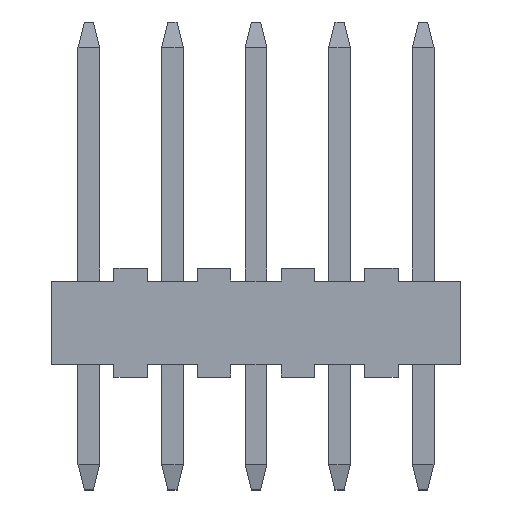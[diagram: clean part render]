
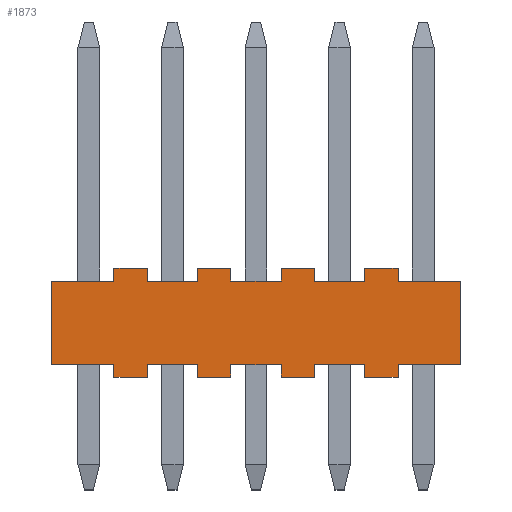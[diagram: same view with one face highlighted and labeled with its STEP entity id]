
A CAD part, top view. The second image highlights one B-rep face of the part: STEP entity #1873.
In plain terms, the highlighted planar face has unit normal (0, 0, 1).
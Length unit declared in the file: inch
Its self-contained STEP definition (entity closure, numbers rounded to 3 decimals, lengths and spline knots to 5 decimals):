
#5=DIRECTION('',(0.,-1.,0.));
#6=VECTOR('',#5,0.1);
#7=CARTESIAN_POINT('',(-0.245,0.05,0.0465));
#8=LINE('',#7,#6);
#21=DIRECTION('',(-1.,0.,0.));
#22=VECTOR('',#21,0.075);
#23=CARTESIAN_POINT('',(-0.17,0.05,0.0465));
#24=LINE('',#23,#22);
#149=DIRECTION('',(-1.,0.,0.));
#150=VECTOR('',#149,0.075);
#151=CARTESIAN_POINT('',(0.245,0.05,0.0465));
#152=LINE('',#151,#150);
#185=DIRECTION('',(0.,-1.,0.));
#186=VECTOR('',#185,0.1);
#187=CARTESIAN_POINT('',(0.245,0.05,0.0465));
#188=LINE('',#187,#186);
#189=DIRECTION('',(1.,0.,0.));
#190=VECTOR('',#189,0.075);
#191=CARTESIAN_POINT('',(0.17,-0.05,0.0465));
#192=LINE('',#191,#190);
#213=DIRECTION('',(0.,1.,0.));
#214=VECTOR('',#213,0.015);
#215=CARTESIAN_POINT('',(0.17,-0.065,0.0465));
#216=LINE('',#215,#214);
#217=DIRECTION('',(0.,1.,0.));
#218=VECTOR('',#217,0.015);
#219=CARTESIAN_POINT('',(0.13,-0.065,0.0465));
#220=LINE('',#219,#218);
#221=DIRECTION('',(-1.,0.,0.));
#222=VECTOR('',#221,0.06);
#223=CARTESIAN_POINT('',(0.13,-0.05,0.0465));
#224=LINE('',#223,#222);
#225=DIRECTION('',(0.,1.,0.));
#226=VECTOR('',#225,0.015);
#227=CARTESIAN_POINT('',(0.07,-0.065,0.0465));
#228=LINE('',#227,#226);
#229=DIRECTION('',(0.,1.,0.));
#230=VECTOR('',#229,0.015);
#231=CARTESIAN_POINT('',(0.03,-0.065,0.0465));
#232=LINE('',#231,#230);
#233=DIRECTION('',(-1.,0.,0.));
#234=VECTOR('',#233,0.06);
#235=CARTESIAN_POINT('',(0.03,-0.05,0.0465));
#236=LINE('',#235,#234);
#237=DIRECTION('',(0.,1.,0.));
#238=VECTOR('',#237,0.015);
#239=CARTESIAN_POINT('',(-0.03,-0.065,0.0465));
#240=LINE('',#239,#238);
#241=DIRECTION('',(0.,1.,0.));
#242=VECTOR('',#241,0.015);
#243=CARTESIAN_POINT('',(-0.07,-0.065,0.0465));
#244=LINE('',#243,#242);
#245=DIRECTION('',(-1.,0.,0.));
#246=VECTOR('',#245,0.06);
#247=CARTESIAN_POINT('',(-0.07,-0.05,0.0465));
#248=LINE('',#247,#246);
#249=DIRECTION('',(0.,1.,0.));
#250=VECTOR('',#249,0.015);
#251=CARTESIAN_POINT('',(-0.13,-0.065,0.0465));
#252=LINE('',#251,#250);
#253=DIRECTION('',(0.,1.,0.));
#254=VECTOR('',#253,0.015);
#255=CARTESIAN_POINT('',(-0.17,-0.065,0.0465));
#256=LINE('',#255,#254);
#257=DIRECTION('',(0.,-1.,0.));
#258=VECTOR('',#257,0.015);
#259=CARTESIAN_POINT('',(-0.17,0.065,0.0465));
#260=LINE('',#259,#258);
#261=DIRECTION('',(1.,0.,0.));
#262=VECTOR('',#261,0.04);
#263=CARTESIAN_POINT('',(-0.17,0.065,0.0465));
#264=LINE('',#263,#262);
#265=DIRECTION('',(0.,-1.,0.));
#266=VECTOR('',#265,0.015);
#267=CARTESIAN_POINT('',(-0.13,0.065,0.0465));
#268=LINE('',#267,#266);
#269=DIRECTION('',(1.,0.,0.));
#270=VECTOR('',#269,0.06);
#271=CARTESIAN_POINT('',(-0.13,0.05,0.0465));
#272=LINE('',#271,#270);
#273=DIRECTION('',(0.,-1.,0.));
#274=VECTOR('',#273,0.015);
#275=CARTESIAN_POINT('',(-0.07,0.065,0.0465));
#276=LINE('',#275,#274);
#277=DIRECTION('',(1.,0.,0.));
#278=VECTOR('',#277,0.04);
#279=CARTESIAN_POINT('',(-0.07,0.065,0.0465));
#280=LINE('',#279,#278);
#281=DIRECTION('',(0.,-1.,0.));
#282=VECTOR('',#281,0.015);
#283=CARTESIAN_POINT('',(-0.03,0.065,0.0465));
#284=LINE('',#283,#282);
#285=DIRECTION('',(1.,0.,0.));
#286=VECTOR('',#285,0.06);
#287=CARTESIAN_POINT('',(-0.03,0.05,0.0465));
#288=LINE('',#287,#286);
#289=DIRECTION('',(0.,-1.,0.));
#290=VECTOR('',#289,0.015);
#291=CARTESIAN_POINT('',(0.03,0.065,0.0465));
#292=LINE('',#291,#290);
#293=DIRECTION('',(1.,0.,0.));
#294=VECTOR('',#293,0.04);
#295=CARTESIAN_POINT('',(0.03,0.065,0.0465));
#296=LINE('',#295,#294);
#297=DIRECTION('',(0.,-1.,0.));
#298=VECTOR('',#297,0.015);
#299=CARTESIAN_POINT('',(0.07,0.065,0.0465));
#300=LINE('',#299,#298);
#301=DIRECTION('',(1.,0.,0.));
#302=VECTOR('',#301,0.06);
#303=CARTESIAN_POINT('',(0.07,0.05,0.0465));
#304=LINE('',#303,#302);
#305=DIRECTION('',(0.,-1.,0.));
#306=VECTOR('',#305,0.015);
#307=CARTESIAN_POINT('',(0.13,0.065,0.0465));
#308=LINE('',#307,#306);
#309=DIRECTION('',(1.,0.,0.));
#310=VECTOR('',#309,0.04);
#311=CARTESIAN_POINT('',(0.13,0.065,0.0465));
#312=LINE('',#311,#310);
#313=DIRECTION('',(0.,-1.,0.));
#314=VECTOR('',#313,0.015);
#315=CARTESIAN_POINT('',(0.17,0.065,0.0465));
#316=LINE('',#315,#314);
#325=DIRECTION('',(1.,0.,0.));
#326=VECTOR('',#325,0.04);
#327=CARTESIAN_POINT('',(0.13,-0.065,0.0465));
#328=LINE('',#327,#326);
#337=DIRECTION('',(1.,0.,0.));
#338=VECTOR('',#337,0.04);
#339=CARTESIAN_POINT('',(0.03,-0.065,0.0465));
#340=LINE('',#339,#338);
#349=DIRECTION('',(1.,0.,0.));
#350=VECTOR('',#349,0.04);
#351=CARTESIAN_POINT('',(-0.07,-0.065,0.0465));
#352=LINE('',#351,#350);
#361=DIRECTION('',(1.,0.,0.));
#362=VECTOR('',#361,0.04);
#363=CARTESIAN_POINT('',(-0.17,-0.065,0.0465));
#364=LINE('',#363,#362);
#949=DIRECTION('',(1.,0.,0.));
#950=VECTOR('',#949,0.075);
#951=CARTESIAN_POINT('',(-0.245,-0.05,0.0465));
#952=LINE('',#951,#950);
#1233=CARTESIAN_POINT('',(0.17,0.065,0.0465));
#1234=CARTESIAN_POINT('',(0.17,0.05,0.0465));
#1235=VERTEX_POINT('',#1233);
#1236=VERTEX_POINT('',#1234);
#1241=CARTESIAN_POINT('',(-0.245,0.05,0.0465));
#1243=VERTEX_POINT('',#1241);
#1245=CARTESIAN_POINT('',(-0.245,-0.05,0.0465));
#1247=VERTEX_POINT('',#1245);
#1249=CARTESIAN_POINT('',(0.245,0.05,0.0465));
#1251=VERTEX_POINT('',#1249);
#1253=CARTESIAN_POINT('',(0.245,-0.05,0.0465));
#1255=VERTEX_POINT('',#1253);
#1265=CARTESIAN_POINT('',(0.17,-0.065,0.0465));
#1266=CARTESIAN_POINT('',(0.17,-0.05,0.0465));
#1267=VERTEX_POINT('',#1265);
#1268=VERTEX_POINT('',#1266);
#1313=CARTESIAN_POINT('',(0.07,0.065,0.0465));
#1314=CARTESIAN_POINT('',(0.07,0.05,0.0465));
#1315=VERTEX_POINT('',#1313);
#1316=VERTEX_POINT('',#1314);
#1317=CARTESIAN_POINT('',(0.13,0.05,0.0465));
#1318=VERTEX_POINT('',#1317);
#1319=CARTESIAN_POINT('',(0.13,0.065,0.0465));
#1320=VERTEX_POINT('',#1319);
#1321=CARTESIAN_POINT('',(0.13,-0.065,0.0465));
#1322=CARTESIAN_POINT('',(0.13,-0.05,0.0465));
#1323=VERTEX_POINT('',#1321);
#1324=VERTEX_POINT('',#1322);
#1325=CARTESIAN_POINT('',(0.07,-0.05,0.0465));
#1326=VERTEX_POINT('',#1325);
#1327=CARTESIAN_POINT('',(0.07,-0.065,0.0465));
#1328=VERTEX_POINT('',#1327);
#1345=CARTESIAN_POINT('',(-0.03,0.065,0.0465));
#1346=CARTESIAN_POINT('',(-0.03,0.05,0.0465));
#1347=VERTEX_POINT('',#1345);
#1348=VERTEX_POINT('',#1346);
#1349=CARTESIAN_POINT('',(0.03,0.05,0.0465));
#1350=VERTEX_POINT('',#1349);
#1351=CARTESIAN_POINT('',(0.03,0.065,0.0465));
#1352=VERTEX_POINT('',#1351);
#1353=CARTESIAN_POINT('',(0.03,-0.065,0.0465));
#1354=CARTESIAN_POINT('',(0.03,-0.05,0.0465));
#1355=VERTEX_POINT('',#1353);
#1356=VERTEX_POINT('',#1354);
#1357=CARTESIAN_POINT('',(-0.03,-0.05,0.0465));
#1358=VERTEX_POINT('',#1357);
#1359=CARTESIAN_POINT('',(-0.03,-0.065,0.0465));
#1360=VERTEX_POINT('',#1359);
#1473=CARTESIAN_POINT('',(-0.13,0.065,0.0465));
#1474=CARTESIAN_POINT('',(-0.13,0.05,0.0465));
#1475=VERTEX_POINT('',#1473);
#1476=VERTEX_POINT('',#1474);
#1477=CARTESIAN_POINT('',(-0.07,0.05,0.0465));
#1478=VERTEX_POINT('',#1477);
#1479=CARTESIAN_POINT('',(-0.07,0.065,0.0465));
#1480=VERTEX_POINT('',#1479);
#1481=CARTESIAN_POINT('',(-0.07,-0.065,0.0465));
#1482=CARTESIAN_POINT('',(-0.07,-0.05,0.0465));
#1483=VERTEX_POINT('',#1481);
#1484=VERTEX_POINT('',#1482);
#1485=CARTESIAN_POINT('',(-0.13,-0.05,0.0465));
#1486=VERTEX_POINT('',#1485);
#1487=CARTESIAN_POINT('',(-0.13,-0.065,0.0465));
#1488=VERTEX_POINT('',#1487);
#1505=CARTESIAN_POINT('',(-0.17,0.065,0.0465));
#1506=CARTESIAN_POINT('',(-0.17,0.05,0.0465));
#1507=VERTEX_POINT('',#1505);
#1508=VERTEX_POINT('',#1506);
#1509=CARTESIAN_POINT('',(-0.17,-0.065,0.0465));
#1510=CARTESIAN_POINT('',(-0.17,-0.05,0.0465));
#1511=VERTEX_POINT('',#1509);
#1512=VERTEX_POINT('',#1510);
#1799=CARTESIAN_POINT('',(-0.245,0.065,0.0465));
#1800=DIRECTION('',(0.,0.,1.));
#1801=DIRECTION('',(0.,-1.,0.));
#1802=AXIS2_PLACEMENT_3D('',#1799,#1800,#1801);
#1803=PLANE('',#1802);
#1804=ORIENTED_EDGE('',*,*,#1744,.F.);
#1805=ORIENTED_EDGE('',*,*,#1770,.T.);
#1806=ORIENTED_EDGE('',*,*,#1780,.F.);
#1808=ORIENTED_EDGE('',*,*,#1807,.F.);
#1810=ORIENTED_EDGE('',*,*,#1809,.F.);
#1812=ORIENTED_EDGE('',*,*,#1811,.T.);
#1814=ORIENTED_EDGE('',*,*,#1813,.T.);
#1816=ORIENTED_EDGE('',*,*,#1815,.F.);
#1818=ORIENTED_EDGE('',*,*,#1817,.F.);
#1820=ORIENTED_EDGE('',*,*,#1819,.T.);
#1822=ORIENTED_EDGE('',*,*,#1821,.T.);
#1824=ORIENTED_EDGE('',*,*,#1823,.F.);
#1826=ORIENTED_EDGE('',*,*,#1825,.F.);
#1828=ORIENTED_EDGE('',*,*,#1827,.T.);
#1830=ORIENTED_EDGE('',*,*,#1829,.T.);
#1832=ORIENTED_EDGE('',*,*,#1831,.F.);
#1834=ORIENTED_EDGE('',*,*,#1833,.F.);
#1836=ORIENTED_EDGE('',*,*,#1835,.T.);
#1838=ORIENTED_EDGE('',*,*,#1837,.F.);
#1839=ORIENTED_EDGE('',*,*,#1624,.F.);
#1840=ORIENTED_EDGE('',*,*,#1642,.F.);
#1842=ORIENTED_EDGE('',*,*,#1841,.F.);
#1844=ORIENTED_EDGE('',*,*,#1843,.T.);
#1846=ORIENTED_EDGE('',*,*,#1845,.T.);
#1848=ORIENTED_EDGE('',*,*,#1847,.T.);
#1850=ORIENTED_EDGE('',*,*,#1849,.F.);
#1852=ORIENTED_EDGE('',*,*,#1851,.T.);
#1854=ORIENTED_EDGE('',*,*,#1853,.T.);
#1856=ORIENTED_EDGE('',*,*,#1855,.T.);
#1858=ORIENTED_EDGE('',*,*,#1857,.F.);
#1860=ORIENTED_EDGE('',*,*,#1859,.T.);
#1862=ORIENTED_EDGE('',*,*,#1861,.T.);
#1864=ORIENTED_EDGE('',*,*,#1863,.T.);
#1866=ORIENTED_EDGE('',*,*,#1865,.F.);
#1868=ORIENTED_EDGE('',*,*,#1867,.T.);
#1870=ORIENTED_EDGE('',*,*,#1869,.T.);
#1871=EDGE_LOOP('',(#1804,#1805,#1806,#1808,#1810,#1812,#1814,#1816,#1818,#1820,
#1822,#1824,#1826,#1828,#1830,#1832,#1834,#1836,#1838,#1839,#1840,#1842,#1844,
#1846,#1848,#1850,#1852,#1854,#1856,#1858,#1860,#1862,#1864,#1866,#1868,#1870));
#1872=FACE_OUTER_BOUND('',#1871,.F.);
#1873=ADVANCED_FACE('',(#1872),#1803,.T.);
#1624=EDGE_CURVE('',#1243,#1247,#8,.T.);
#1642=EDGE_CURVE('',#1508,#1243,#24,.T.);
#1744=EDGE_CURVE('',#1251,#1236,#152,.T.);
#1770=EDGE_CURVE('',#1251,#1255,#188,.T.);
#1780=EDGE_CURVE('',#1268,#1255,#192,.T.);
#1807=EDGE_CURVE('',#1267,#1268,#216,.T.);
#1809=EDGE_CURVE('',#1323,#1267,#328,.T.);
#1811=EDGE_CURVE('',#1323,#1324,#220,.T.);
#1813=EDGE_CURVE('',#1324,#1326,#224,.T.);
#1815=EDGE_CURVE('',#1328,#1326,#228,.T.);
#1817=EDGE_CURVE('',#1355,#1328,#340,.T.);
#1819=EDGE_CURVE('',#1355,#1356,#232,.T.);
#1821=EDGE_CURVE('',#1356,#1358,#236,.T.);
#1823=EDGE_CURVE('',#1360,#1358,#240,.T.);
#1825=EDGE_CURVE('',#1483,#1360,#352,.T.);
#1827=EDGE_CURVE('',#1483,#1484,#244,.T.);
#1829=EDGE_CURVE('',#1484,#1486,#248,.T.);
#1831=EDGE_CURVE('',#1488,#1486,#252,.T.);
#1833=EDGE_CURVE('',#1511,#1488,#364,.T.);
#1835=EDGE_CURVE('',#1511,#1512,#256,.T.);
#1837=EDGE_CURVE('',#1247,#1512,#952,.T.);
#1841=EDGE_CURVE('',#1507,#1508,#260,.T.);
#1843=EDGE_CURVE('',#1507,#1475,#264,.T.);
#1845=EDGE_CURVE('',#1475,#1476,#268,.T.);
#1847=EDGE_CURVE('',#1476,#1478,#272,.T.);
#1849=EDGE_CURVE('',#1480,#1478,#276,.T.);
#1851=EDGE_CURVE('',#1480,#1347,#280,.T.);
#1853=EDGE_CURVE('',#1347,#1348,#284,.T.);
#1855=EDGE_CURVE('',#1348,#1350,#288,.T.);
#1857=EDGE_CURVE('',#1352,#1350,#292,.T.);
#1859=EDGE_CURVE('',#1352,#1315,#296,.T.);
#1861=EDGE_CURVE('',#1315,#1316,#300,.T.);
#1863=EDGE_CURVE('',#1316,#1318,#304,.T.);
#1865=EDGE_CURVE('',#1320,#1318,#308,.T.);
#1867=EDGE_CURVE('',#1320,#1235,#312,.T.);
#1869=EDGE_CURVE('',#1235,#1236,#316,.T.);
